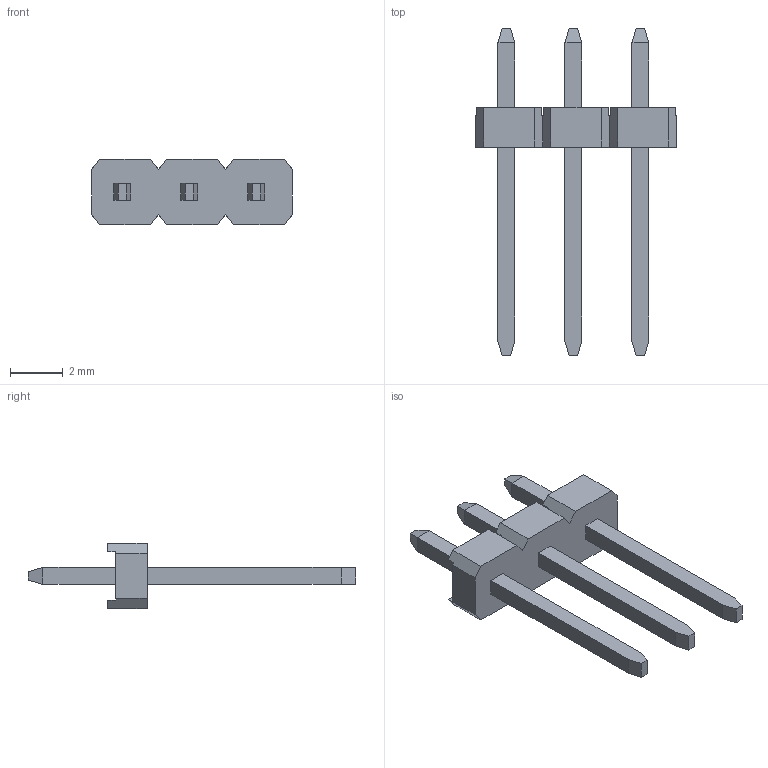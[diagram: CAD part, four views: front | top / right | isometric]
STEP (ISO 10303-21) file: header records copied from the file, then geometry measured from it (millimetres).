
FILE_DESCRIPTION(('STEP AP214'),'1');
FILE_NAME('pin_header_aw_108_03-t.stp','2013-08-19T19:24:12',('TraceParts'),('TraceParts S.A.'),'XStep 1.0',' ',' ');
FILE_SCHEMA(('automotive_design'));
Length unit declared in the file: millimetre
Products named in the file (1): 1
Bounding box: 7.62 x 12.4 x 2.5 mm (x, y, z)
Volume: 36.5 mm3; surface area: 154.2 mm2
Topology: 1 solids, 1 shells, 82 faces, 210 edges, 136 vertices
Faces by surface type: plane 82
Entity records: 4820 total; most frequent: CARTESIAN_POINT 429, STYLED_ITEM 428, PRESENTATION_STYLE_ASSIGNMENT 428, COLOUR_RGB 428, ORIENTED_EDGE 420, DIRECTION 376, EDGE_CURVE 210, CURVE_STYLE 210
